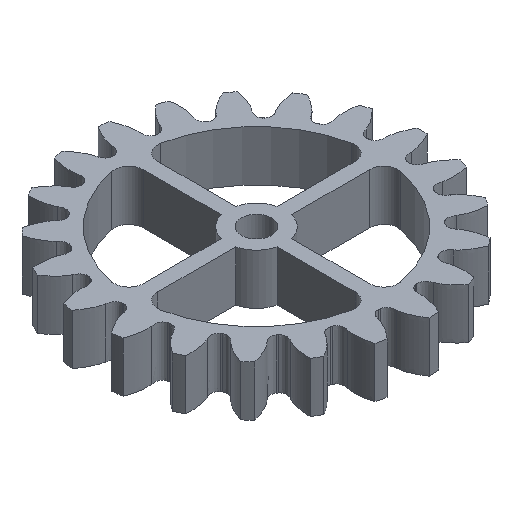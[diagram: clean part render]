
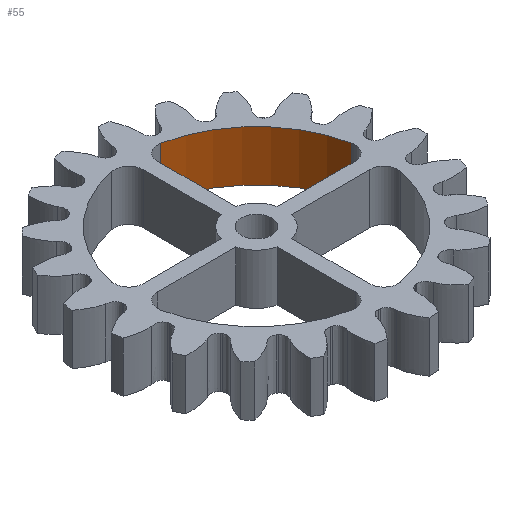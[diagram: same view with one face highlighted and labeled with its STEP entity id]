
A CAD part, isometric view. The second image highlights one B-rep face of the part: STEP entity #55.
In plain terms, the highlighted cylindrical face has radius 17 mm (diameter 34 mm), a partial arc.
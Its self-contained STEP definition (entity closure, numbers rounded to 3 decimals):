
#55=ADVANCED_FACE('',(#270),#272,.F.);
#270=FACE_BOUND('',#271,.T.);
#271=EDGE_LOOP('',(#1532,#1533,#1534,#1535));
#272=CYLINDRICAL_SURFACE('',#273,17.);
#273=AXIS2_PLACEMENT_3D('',#274,#275,#276);
#274=CARTESIAN_POINT('',(0.,0.,0.));
#275=DIRECTION('',(0.,0.,1.));
#276=DIRECTION('',(0.,-1.,0.));
#1532=ORIENTED_EDGE('',*,*,#4946,.F.);
#1533=ORIENTED_EDGE('',*,*,#4777,.F.);
#1534=ORIENTED_EDGE('',*,*,#4947,.F.);
#1535=ORIENTED_EDGE('',*,*,#4924,.F.);
#4777=EDGE_CURVE('',#5371,#5363,#5373,.T.);
#4924=EDGE_CURVE('',#5664,#5667,#5668,.F.);
#4946=EDGE_CURVE('',#5363,#5664,#5700,.T.);
#4947=EDGE_CURVE('',#5667,#5371,#5701,.F.);
#5363=VERTEX_POINT('',#8711);
#5371=VERTEX_POINT('',#8729);
#5373=CIRCLE('',#8734,17.);
#5664=VERTEX_POINT('',#11641);
#5667=VERTEX_POINT('',#11647);
#5668=CIRCLE('',#11648,17.);
#5700=LINE('',#11732,#11733);
#5701=LINE('',#11735,#11736);
#8711=CARTESIAN_POINT('',(3.4,16.657,0.));
#8729=CARTESIAN_POINT('',(16.657,3.4,0.));
#8734=AXIS2_PLACEMENT_3D('',#8735,#8736,#8737);
#8735=CARTESIAN_POINT('',(0.,0.,0.));
#8736=DIRECTION('',(0.,0.,1.));
#8737=DIRECTION('',(0.98,0.2,0.));
#11641=CARTESIAN_POINT('',(3.4,16.657,7.));
#11647=CARTESIAN_POINT('',(16.657,3.4,7.));
#11648=AXIS2_PLACEMENT_3D('',#11649,#11650,#11651);
#11649=CARTESIAN_POINT('',(0.,0.,7.));
#11650=DIRECTION('',(0.,0.,1.));
#11651=DIRECTION('',(0.98,0.2,0.));
#11732=CARTESIAN_POINT('',(3.4,16.657,0.));
#11733=VECTOR('',#11734,1.);
#11734=DIRECTION('',(0.,0.,1.));
#11735=CARTESIAN_POINT('',(16.657,3.4,0.));
#11736=VECTOR('',#11737,1.);
#11737=DIRECTION('',(0.,0.,1.));
